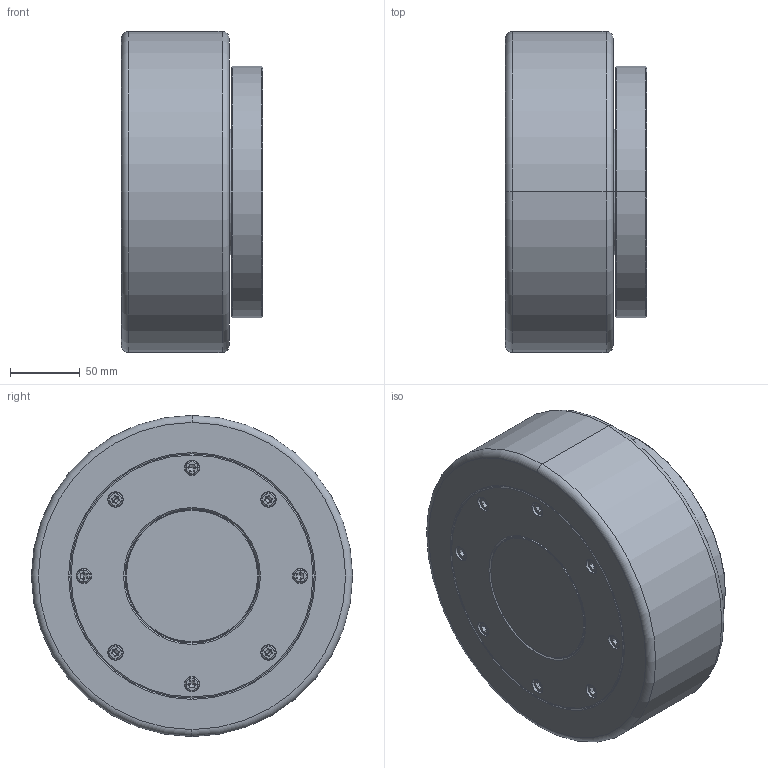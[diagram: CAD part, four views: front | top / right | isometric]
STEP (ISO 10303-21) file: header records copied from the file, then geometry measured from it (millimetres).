
FILE_DESCRIPTION (( 'STEP AP203' ), '1' );
FILE_NAME ('AEQ-145-L2-15-22-1-H77-W230.STEP', '2024-02-01T11:10:21', ( '' ), ( '' ), 'SwSTEP 2.0', 'SolidWorks 2023', '' );
FILE_SCHEMA (( 'CONFIG_CONTROL_DESIGN' ));
Length unit declared in the file: millimetre
Products named in the file (5): hexagon socket head cap screws gb_GB_FASTENER_SCREWS_HSHCS M6X60-S; single coil lock washers light type gb_GB_FASTENER_WASHER_SSWL 6; AEQ-145-L2-15-22-1-H77-W230; AEQ-145N-032-15-22-1模型; AEQ-145-H77-W230
Assembly tree (18 placements, depth 2):
  AEQ-145-L2-15-22-1-H77-W230
    AEQ-145N-032-15-22-1模型
    AEQ-145-H77-W230
    hexagon socket head cap screws gb_GB_FASTENER_SCREWS_HSHCS M6X60-S  x8
    single coil lock washers light type gb_GB_FASTENER_WASHER_SSWL 6  x8
Bounding box: 101 x 230 x 230 mm (x, y, z)
Volume: 3643213.5 mm3; surface area: 320815.7 mm2
Topology: 18 solids, 18 shells, 2296 faces, 4746 edges, 2494 vertices
Faces by surface type: cone 1273, cylinder 756, plane 179, torus 88
Entity records: 14680 total; most frequent: DIRECTION 2787, CARTESIAN_POINT 2241, ORIENTED_EDGE 2160, AXIS2_PLACEMENT_3D 1181, EDGE_CURVE 1080, CIRCLE 649, VERTEX_POINT 611, EDGE_LOOP 595
